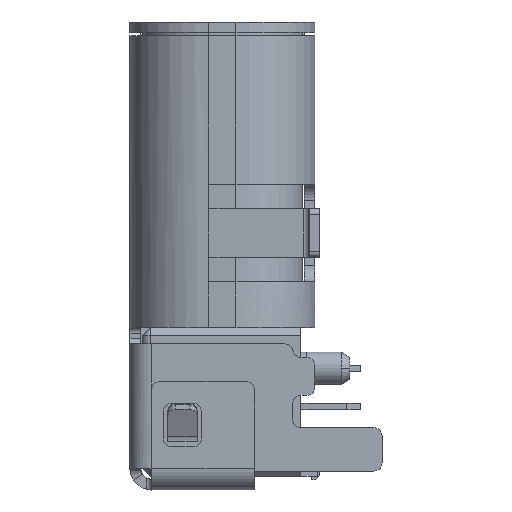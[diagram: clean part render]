
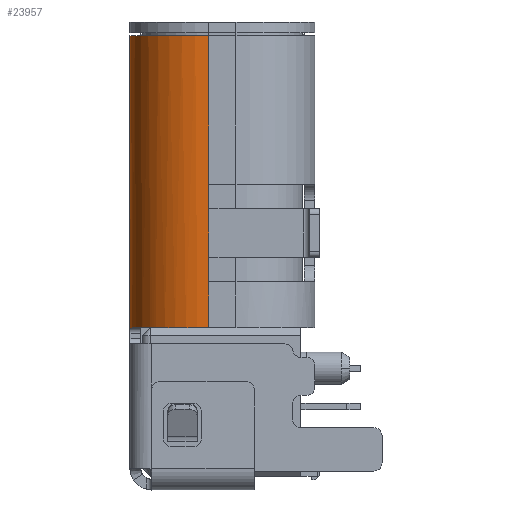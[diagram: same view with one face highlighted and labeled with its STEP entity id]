
A CAD part, left-side view. The second image highlights one B-rep face of the part: STEP entity #23957.
In plain terms, the highlighted cylindrical face has radius 1.46 mm (diameter 2.92 mm), a partial arc.
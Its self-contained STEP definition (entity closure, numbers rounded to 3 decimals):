
#2913=DIRECTION('',(0.,0.,1.));
#2914=VECTOR('',#2913,0.9);
#2915=CARTESIAN_POINT('',(-4.6,0.54,-3.2));
#2916=LINE('',#2915,#2914);
#2917=DIRECTION('',(0.,0.,1.));
#2918=VECTOR('',#2917,0.45);
#2919=CARTESIAN_POINT('',(-4.6,0.54,-3.65));
#2920=LINE('',#2919,#2918);
#2921=DIRECTION('',(0.,0.,-1.));
#2922=VECTOR('',#2921,0.85);
#2923=CARTESIAN_POINT('',(-4.6,0.54,-3.65));
#2924=LINE('',#2923,#2922);
#2925=CARTESIAN_POINT('',(-3.24,1.997,-4.5));
#2926=CARTESIAN_POINT('',(-3.229,1.997,
-4.5));
#2927=CARTESIAN_POINT('',(-3.209,1.998,
-4.503));
#2928=CARTESIAN_POINT('',(-3.18,2.,
-4.518));
#2929=CARTESIAN_POINT('',(-3.158,2.,
-4.54));
#2930=CARTESIAN_POINT('',(-3.143,2.,
-4.569));
#2931=CARTESIAN_POINT('',(-3.14,2.,
-4.589));
#2932=CARTESIAN_POINT('',(-3.14,2.,
-4.6));
#2934=DIRECTION('',(0.,0.,1.));
#2935=VECTOR('',#2934,5.5);
#2936=CARTESIAN_POINT('',(-3.14,2.,
-4.6));
#2937=LINE('',#2936,#2935);
#2938=CARTESIAN_POINT('',(-3.14,0.54,0.9));
#2939=DIRECTION('',(0.,0.,1.));
#2940=DIRECTION('',(0.,1.,0.));
#2941=AXIS2_PLACEMENT_3D('',#2938,#2939,#2940);
#2943=DIRECTION('',(0.,0.,-1.));
#2944=VECTOR('',#2943,2.75);
#2945=CARTESIAN_POINT('',(-4.6,0.54,0.9));
#2946=LINE('',#2945,#2944);
#2947=DIRECTION('',(0.,0.,1.));
#2948=VECTOR('',#2947,0.45);
#2949=CARTESIAN_POINT('',(-4.6,0.54,-2.3));
#2950=LINE('',#2949,#2948);
#3023=CARTESIAN_POINT('',(-3.14,0.54,-4.5));
#3024=DIRECTION('',(0.,0.,1.));
#3025=DIRECTION('',(-0.74,0.673,0.));
#3026=AXIS2_PLACEMENT_3D('',#3023,#3024,#3025);
#12099=CARTESIAN_POINT('',(-3.14,0.54,-4.5));
#12100=DIRECTION('',(0.,0.,1.));
#12101=DIRECTION('',(-0.068,0.998,0.));
#12102=AXIS2_PLACEMENT_3D('',#12099,#12100,#12101);
#14695=CARTESIAN_POINT('',(-3.14,0.54,-4.5));
#14696=DIRECTION('',(0.,0.,1.));
#14697=DIRECTION('',(-0.673,0.74,0.));
#14698=AXIS2_PLACEMENT_3D('',#14695,#14696,#14697);
#16234=CARTESIAN_POINT('',(-3.14,2.,
-4.6));
#16235=VERTEX_POINT('',#16234);
#16238=CARTESIAN_POINT('',(-3.24,1.997,-4.5));
#16240=VERTEX_POINT('',#16238);
#16242=CARTESIAN_POINT('',(-4.122,1.62,-4.5));
#16243=VERTEX_POINT('',#16242);
#16246=CARTESIAN_POINT('',(-4.22,1.522,-4.5));
#16247=CARTESIAN_POINT('',(-4.6,0.54,-4.5));
#16248=VERTEX_POINT('',#16246);
#16249=VERTEX_POINT('',#16247);
#20105=CARTESIAN_POINT('',(-3.14,2.,0.9));
#20106=CARTESIAN_POINT('',(-4.6,0.54,0.9));
#20107=VERTEX_POINT('',#20105);
#20108=VERTEX_POINT('',#20106);
#20247=CARTESIAN_POINT('',(-4.6,0.54,-3.65));
#20249=VERTEX_POINT('',#20247);
#20251=CARTESIAN_POINT('',(-4.6,0.54,-1.85));
#20253=VERTEX_POINT('',#20251);
#20367=CARTESIAN_POINT('',(-4.6,0.54,-3.2));
#20368=CARTESIAN_POINT('',(-4.6,0.54,-2.3));
#20369=VERTEX_POINT('',#20367);
#20370=VERTEX_POINT('',#20368);
#23930=CARTESIAN_POINT('',(-3.14,0.54,-4.737));
#23931=DIRECTION('',(0.,0.,1.));
#23932=DIRECTION('',(0.,1.,0.));
#23933=AXIS2_PLACEMENT_3D('',#23930,#23931,#23932);
#23934=CYLINDRICAL_SURFACE('',#23933,1.46);
#23935=ORIENTED_EDGE('',*,*,#23923,.F.);
#23937=ORIENTED_EDGE('',*,*,#23936,.F.);
#23939=ORIENTED_EDGE('',*,*,#23938,.T.);
#23941=ORIENTED_EDGE('',*,*,#23940,.F.);
#23943=ORIENTED_EDGE('',*,*,#23942,.F.);
#23945=ORIENTED_EDGE('',*,*,#23944,.F.);
#23947=ORIENTED_EDGE('',*,*,#23946,.T.);
#23949=ORIENTED_EDGE('',*,*,#23948,.T.);
#23950=ORIENTED_EDGE('',*,*,#23239,.T.);
#23952=ORIENTED_EDGE('',*,*,#23951,.T.);
#23954=ORIENTED_EDGE('',*,*,#23953,.F.);
#23955=EDGE_LOOP('',(#23935,#23937,#23939,#23941,#23943,#23945,#23947,#23949,
#23950,#23952,#23954));
#23956=FACE_OUTER_BOUND('',#23955,.F.);
#2933=B_SPLINE_CURVE_WITH_KNOTS('',3,(#2925,#2926,#2927,#2928,#2929,#2930,#2931,
#2932),.UNSPECIFIED.,.F.,.F.,(4,1,1,1,1,4),(0.,0.2,0.4,0.6,0.8,1.),
.UNSPECIFIED.);
#2942=CIRCLE('',#2941,1.46);
#3027=CIRCLE('',#3026,1.46);
#12103=CIRCLE('',#12102,1.46);
#14699=CIRCLE('',#14698,1.46);
#23239=EDGE_CURVE('',#20107,#20108,#2942,.T.);
#23923=EDGE_CURVE('',#20369,#20370,#2916,.T.);
#23936=EDGE_CURVE('',#20249,#20369,#2920,.T.);
#23938=EDGE_CURVE('',#20249,#16249,#2924,.T.);
#23940=EDGE_CURVE('',#16248,#16249,#3027,.T.);
#23942=EDGE_CURVE('',#16243,#16248,#14699,.T.);
#23944=EDGE_CURVE('',#16240,#16243,#12103,.T.);
#23946=EDGE_CURVE('',#16240,#16235,#2933,.T.);
#23948=EDGE_CURVE('',#16235,#20107,#2937,.T.);
#23951=EDGE_CURVE('',#20108,#20253,#2946,.T.);
#23953=EDGE_CURVE('',#20370,#20253,#2950,.T.);
#23957=ADVANCED_FACE('',(#23956),#23934,.T.);
